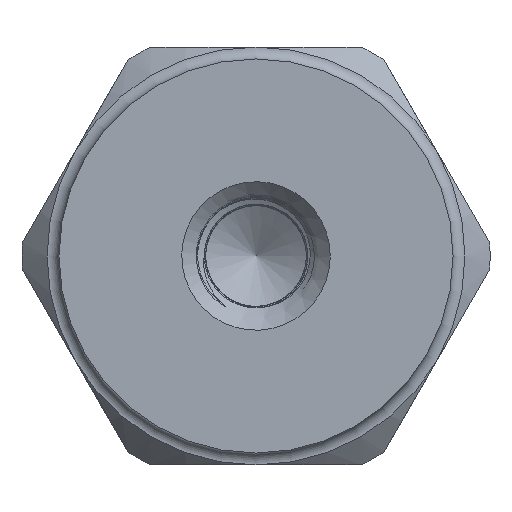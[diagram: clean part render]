
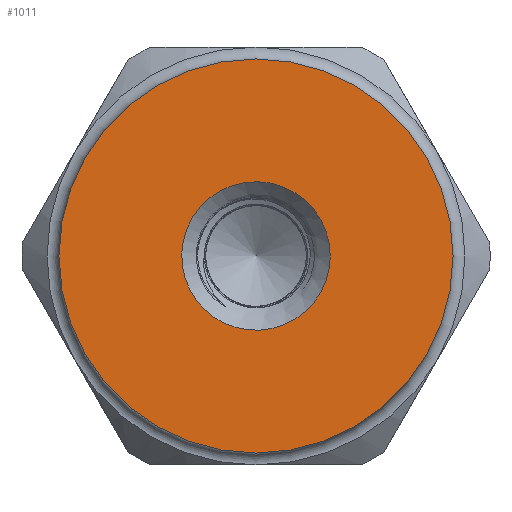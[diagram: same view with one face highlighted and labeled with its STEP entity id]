
A CAD part, front view. The second image highlights one B-rep face of the part: STEP entity #1011.
In plain terms, the highlighted planar face has unit normal (0, -1, 0).
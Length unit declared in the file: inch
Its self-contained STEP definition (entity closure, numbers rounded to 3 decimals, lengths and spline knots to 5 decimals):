
#92=FACE_BOUND('',#277,.T.);
#128=CIRCLE('',#1094,0.1555);
#147=CIRCLE('',#1127,0.4125);
#201=FACE_OUTER_BOUND('',#276,.T.);
#276=EDGE_LOOP('',(#817));
#277=EDGE_LOOP('',(#818));
#443=VERTEX_POINT('',#3546);
#474=VERTEX_POINT('',#3661);
#556=EDGE_CURVE('',#443,#443,#128,.T.);
#600=EDGE_CURVE('',#474,#474,#147,.T.);
#817=ORIENTED_EDGE('',*,*,#600,.T.);
#818=ORIENTED_EDGE('',*,*,#556,.F.);
#891=PLANE('',#1126);
#1011=ADVANCED_FACE('',(#201,#92),#891,.F.);
#1094=AXIS2_PLACEMENT_3D('',#3547,#1306,#1307);
#1126=AXIS2_PLACEMENT_3D('',#3660,#1382,#1383);
#1127=AXIS2_PLACEMENT_3D('',#3662,#1384,#1385);
#1306=DIRECTION('center_axis',(0.,-1.,0.));
#1307=DIRECTION('ref_axis',(-1.,0.,0.));
#1382=DIRECTION('center_axis',(0.,1.,0.));
#1383=DIRECTION('ref_axis',(0.,0.,1.));
#1384=DIRECTION('center_axis',(0.,-1.,0.));
#1385=DIRECTION('ref_axis',(-1.,0.,0.));
#3546=CARTESIAN_POINT('',(0.1555,-0.675,0.));
#3547=CARTESIAN_POINT('Origin',(0.,-0.675,0.));
#3660=CARTESIAN_POINT('Origin',(0.,-0.675,0.));
#3661=CARTESIAN_POINT('',(0.4125,-0.675,0.));
#3662=CARTESIAN_POINT('Origin',(0.,-0.675,0.));
